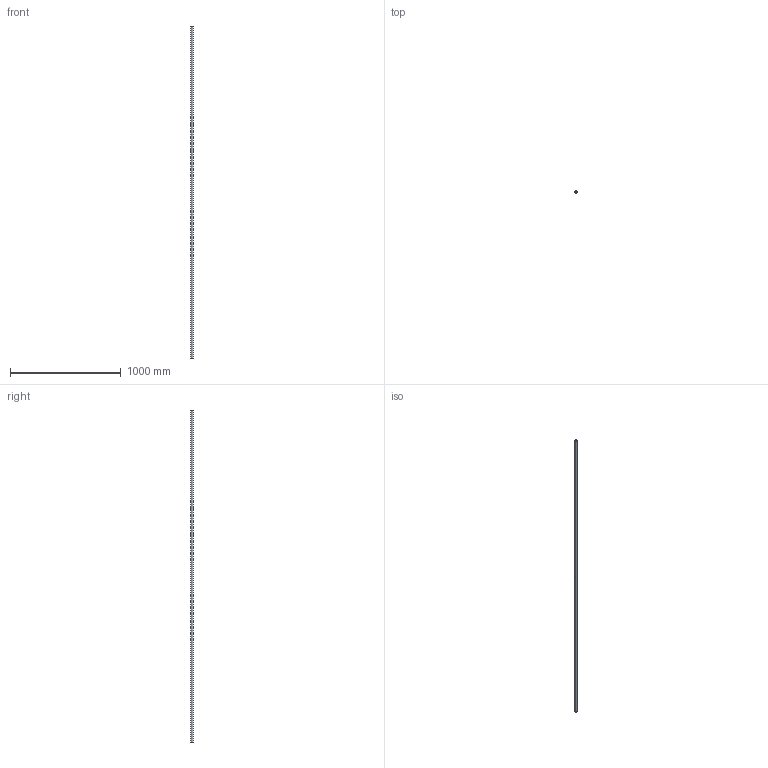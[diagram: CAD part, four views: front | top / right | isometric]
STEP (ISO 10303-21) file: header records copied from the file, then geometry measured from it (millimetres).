
FILE_DESCRIPTION (( 'STEP AP203' ), '1' );
FILE_NAME ('55100-2403M.step', '2024-04-29T09:34:16', ( '' ), ( '' ), 'SwSTEP 2.0', 'SolidWorks 2018', '' );
FILE_SCHEMA (( 'CONFIG_CONTROL_DESIGN' ));
Length unit declared in the file: millimetre
Products named in the file (1): 55100-2403M
Bounding box: 21.3 x 21.3 x 3000 mm (x, y, z)
Volume: 363796.1 mm3; surface area: 364047.1 mm2
Topology: 1 solids, 1 shells, 295 faces, 798 edges, 532 vertices
Faces by surface type: plane 135, bspline 131, cylinder 29
Full cylindrical faces by diameter (mm): 17.3 x1, 21.3 x1
Entity records: 14361 total; most frequent: CARTESIAN_POINT 7755, ORIENTED_EDGE 1592, DIRECTION 940, EDGE_CURVE 796, VERTEX_POINT 532, VECTOR 386, LINE 386, EDGE_LOOP 326
